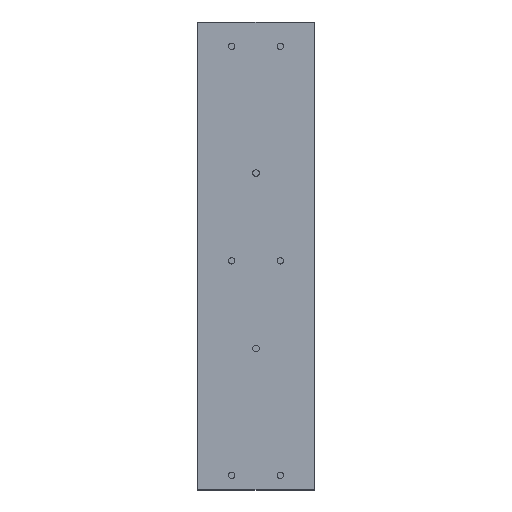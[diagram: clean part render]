
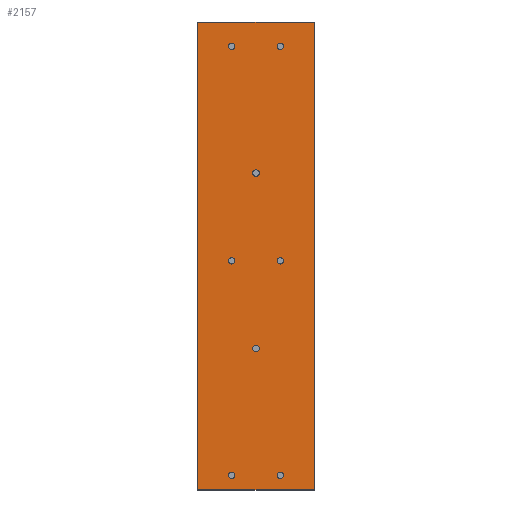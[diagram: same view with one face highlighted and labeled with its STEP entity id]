
A CAD part, top view. The second image highlights one B-rep face of the part: STEP entity #2157.
In plain terms, the highlighted planar face has unit normal (0, 0, 1).
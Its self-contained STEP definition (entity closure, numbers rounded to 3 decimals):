
#1198=CARTESIAN_POINT('',(-0.543,-1.125,0.413));
#1199=VERTEX_POINT('',#1198);
#1215=CARTESIAN_POINT('',(-0.707,-1.125,0.413));
#1216=VERTEX_POINT('',#1215);
#1223=CARTESIAN_POINT('',(-0.625,-1.125,0.413));
#1224=DIRECTION('',(0.0,0.0,-1.0));
#1225=DIRECTION('',(1.0,0.0,0.0));
#1226=AXIS2_PLACEMENT_3D('',#1223,#1224,#1225);
#1227=CIRCLE('',#1226,0.082);
#1228=EDGE_CURVE('',#1199,#1216,#1227,.T.);
#1240=CARTESIAN_POINT('',(0.707,-1.125,0.412));
#1241=VERTEX_POINT('',#1240);
#1257=CARTESIAN_POINT('',(0.543,-1.125,0.413));
#1258=VERTEX_POINT('',#1257);
#1265=CARTESIAN_POINT('',(0.625,-1.125,0.413));
#1266=DIRECTION('',(0.0,0.0,-1.0));
#1267=DIRECTION('',(1.0,0.0,0.0));
#1268=AXIS2_PLACEMENT_3D('',#1265,#1266,#1267);
#1269=CIRCLE('',#1268,0.082);
#1270=EDGE_CURVE('',#1241,#1258,#1269,.T.);
#1282=CARTESIAN_POINT('',(-0.543,4.375,0.413));
#1283=VERTEX_POINT('',#1282);
#1299=CARTESIAN_POINT('',(-0.707,4.375,0.413));
#1300=VERTEX_POINT('',#1299);
#1307=CARTESIAN_POINT('',(-0.625,4.375,0.413));
#1308=DIRECTION('',(0.0,0.0,-1.0));
#1309=DIRECTION('',(1.0,0.0,0.0));
#1310=AXIS2_PLACEMENT_3D('',#1307,#1308,#1309);
#1311=CIRCLE('',#1310,0.082);
#1312=EDGE_CURVE('',#1283,#1300,#1311,.T.);
#1324=CARTESIAN_POINT('',(0.707,4.375,0.413));
#1325=VERTEX_POINT('',#1324);
#1341=CARTESIAN_POINT('',(0.543,4.375,0.413));
#1342=VERTEX_POINT('',#1341);
#1349=CARTESIAN_POINT('',(0.625,4.375,0.413));
#1350=DIRECTION('',(0.0,0.0,-1.0));
#1351=DIRECTION('',(1.0,0.0,0.0));
#1352=AXIS2_PLACEMENT_3D('',#1349,#1350,#1351);
#1353=CIRCLE('',#1352,0.082);
#1354=EDGE_CURVE('',#1325,#1342,#1353,.T.);
#1366=CARTESIAN_POINT('',(-0.543,9.875,0.413));
#1367=VERTEX_POINT('',#1366);
#1383=CARTESIAN_POINT('',(-0.707,9.875,0.413));
#1384=VERTEX_POINT('',#1383);
#1391=CARTESIAN_POINT('',(-0.625,9.875,0.413));
#1392=DIRECTION('',(0.0,0.0,-1.0));
#1393=DIRECTION('',(1.0,0.0,0.0));
#1394=AXIS2_PLACEMENT_3D('',#1391,#1392,#1393);
#1395=CIRCLE('',#1394,0.082);
#1396=EDGE_CURVE('',#1367,#1384,#1395,.T.);
#1408=CARTESIAN_POINT('',(0.707,9.875,0.413));
#1409=VERTEX_POINT('',#1408);
#1425=CARTESIAN_POINT('',(0.543,9.875,0.413));
#1426=VERTEX_POINT('',#1425);
#1433=CARTESIAN_POINT('',(0.625,9.875,0.413));
#1434=DIRECTION('',(0.0,0.0,-1.0));
#1435=DIRECTION('',(1.0,0.0,0.0));
#1436=AXIS2_PLACEMENT_3D('',#1433,#1434,#1435);
#1437=CIRCLE('',#1436,0.082);
#1438=EDGE_CURVE('',#1409,#1426,#1437,.T.);
#1450=CARTESIAN_POINT('',(0.082,2.125,0.413));
#1451=VERTEX_POINT('',#1450);
#1467=CARTESIAN_POINT('',(-0.082,2.125,0.413));
#1468=VERTEX_POINT('',#1467);
#1475=CARTESIAN_POINT('',(0.,2.125,0.413));
#1476=DIRECTION('',(0.0,0.0,-1.0));
#1477=DIRECTION('',(1.0,0.0,0.0));
#1478=AXIS2_PLACEMENT_3D('',#1475,#1476,#1477);
#1479=CIRCLE('',#1478,0.082);
#1480=EDGE_CURVE('',#1451,#1468,#1479,.T.);
#1492=CARTESIAN_POINT('',(0.082,6.625,0.413));
#1493=VERTEX_POINT('',#1492);
#1509=CARTESIAN_POINT('',(-0.082,6.625,0.413));
#1510=VERTEX_POINT('',#1509);
#1517=CARTESIAN_POINT('',(0.,6.625,0.413));
#1518=DIRECTION('',(0.0,0.0,-1.0));
#1519=DIRECTION('',(1.0,0.0,0.0));
#1520=AXIS2_PLACEMENT_3D('',#1517,#1518,#1519);
#1521=CIRCLE('',#1520,0.082);
#1522=EDGE_CURVE('',#1493,#1510,#1521,.T.);
#1533=CARTESIAN_POINT('',(0.,6.625,0.413));
#1534=DIRECTION('',(0.0,0.0,-1.0));
#1535=DIRECTION('',(1.0,0.0,0.0));
#1536=AXIS2_PLACEMENT_3D('',#1533,#1534,#1535);
#1537=CIRCLE('',#1536,0.082);
#1538=EDGE_CURVE('',#1510,#1493,#1537,.T.);
#1557=CARTESIAN_POINT('',(0.,2.125,0.413));
#1558=DIRECTION('',(0.0,0.0,-1.0));
#1559=DIRECTION('',(1.0,0.0,0.0));
#1560=AXIS2_PLACEMENT_3D('',#1557,#1558,#1559);
#1561=CIRCLE('',#1560,0.082);
#1562=EDGE_CURVE('',#1468,#1451,#1561,.T.);
#1581=CARTESIAN_POINT('',(0.625,9.875,0.413));
#1582=DIRECTION('',(0.0,0.0,-1.0));
#1583=DIRECTION('',(1.0,0.0,0.0));
#1584=AXIS2_PLACEMENT_3D('',#1581,#1582,#1583);
#1585=CIRCLE('',#1584,0.082);
#1586=EDGE_CURVE('',#1426,#1409,#1585,.T.);
#1605=CARTESIAN_POINT('',(-0.625,9.875,0.413));
#1606=DIRECTION('',(0.0,0.0,-1.0));
#1607=DIRECTION('',(1.0,0.0,0.0));
#1608=AXIS2_PLACEMENT_3D('',#1605,#1606,#1607);
#1609=CIRCLE('',#1608,0.082);
#1610=EDGE_CURVE('',#1384,#1367,#1609,.T.);
#1629=CARTESIAN_POINT('',(0.625,4.375,0.413));
#1630=DIRECTION('',(0.0,0.0,-1.0));
#1631=DIRECTION('',(1.0,0.0,0.0));
#1632=AXIS2_PLACEMENT_3D('',#1629,#1630,#1631);
#1633=CIRCLE('',#1632,0.082);
#1634=EDGE_CURVE('',#1342,#1325,#1633,.T.);
#1653=CARTESIAN_POINT('',(-0.625,4.375,0.413));
#1654=DIRECTION('',(0.0,0.0,-1.0));
#1655=DIRECTION('',(1.0,0.0,0.0));
#1656=AXIS2_PLACEMENT_3D('',#1653,#1654,#1655);
#1657=CIRCLE('',#1656,0.082);
#1658=EDGE_CURVE('',#1300,#1283,#1657,.T.);
#1677=CARTESIAN_POINT('',(0.625,-1.125,0.413));
#1678=DIRECTION('',(0.0,0.0,-1.0));
#1679=DIRECTION('',(1.0,0.0,0.0));
#1680=AXIS2_PLACEMENT_3D('',#1677,#1678,#1679);
#1681=CIRCLE('',#1680,0.082);
#1682=EDGE_CURVE('',#1258,#1241,#1681,.T.);
#1766=CARTESIAN_POINT('',(-1.5,10.5,0.413));
#1767=VERTEX_POINT('',#1766);
#1774=CARTESIAN_POINT('',(1.5,10.5,0.413));
#1775=VERTEX_POINT('',#1774);
#1776=CARTESIAN_POINT('',(1.5,10.5,0.413));
#1777=DIRECTION('',(-1.0,0.0,0.0));
#1778=VECTOR('',#1777,3.0);
#1779=LINE('',#1776,#1778);
#1780=EDGE_CURVE('',#1775,#1767,#1779,.T.);
#1805=CARTESIAN_POINT('',(-0.625,-1.125,0.413));
#1806=DIRECTION('',(0.0,0.0,-1.0));
#1807=DIRECTION('',(1.0,0.0,0.0));
#1808=AXIS2_PLACEMENT_3D('',#1805,#1806,#1807);
#1809=CIRCLE('',#1808,0.082);
#1810=EDGE_CURVE('',#1216,#1199,#1809,.T.);
#2083=CARTESIAN_POINT('',(1.5,-1.5,0.412));
#2084=VERTEX_POINT('',#2083);
#2085=CARTESIAN_POINT('',(1.5,-1.5,0.412));
#2086=DIRECTION('',(0.0,1.0,0.0));
#2087=VECTOR('',#2086,12.0);
#2088=LINE('',#2085,#2087);
#2089=EDGE_CURVE('',#2084,#1775,#2088,.T.);
#2102=CARTESIAN_POINT('',(1.5,-1.5,0.412));
#2103=DIRECTION('',(0.0,0.0,1.0));
#2104=DIRECTION('',(1.0,0.0,0.0));
#2105=AXIS2_PLACEMENT_3D('',#2102,#2103,#2104);
#2106=PLANE('',#2105);
#2107=CARTESIAN_POINT('',(-1.5,-1.5,0.413));
#2108=VERTEX_POINT('',#2107);
#2109=CARTESIAN_POINT('',(-1.5,-1.5,0.413));
#2110=DIRECTION('',(0.0,1.0,0.0));
#2111=VECTOR('',#2110,12.0);
#2112=LINE('',#2109,#2111);
#2113=EDGE_CURVE('',#2108,#1767,#2112,.T.);
#2114=ORIENTED_EDGE('',*,*,#2113,.F.);
#2115=CARTESIAN_POINT('',(1.5,-1.5,0.412));
#2116=DIRECTION('',(-1.0,0.0,0.0));
#2117=VECTOR('',#2116,3.);
#2118=LINE('',#2115,#2117);
#2119=EDGE_CURVE('',#2084,#2108,#2118,.T.);
#2120=ORIENTED_EDGE('',*,*,#2119,.F.);
#2121=ORIENTED_EDGE('',*,*,#2089,.T.);
#2122=ORIENTED_EDGE('',*,*,#1780,.T.);
#2123=EDGE_LOOP('',(#2114,#2120,#2121,#2122));
#2124=FACE_OUTER_BOUND('',#2123,.T.);
#2125=ORIENTED_EDGE('',*,*,#1522,.T.);
#2126=ORIENTED_EDGE('',*,*,#1538,.T.);
#2127=EDGE_LOOP('',(#2125,#2126));
#2128=FACE_BOUND('',#2127,.T.);
#2129=ORIENTED_EDGE('',*,*,#1480,.T.);
#2130=ORIENTED_EDGE('',*,*,#1562,.T.);
#2131=EDGE_LOOP('',(#2129,#2130));
#2132=FACE_BOUND('',#2131,.T.);
#2133=ORIENTED_EDGE('',*,*,#1438,.T.);
#2134=ORIENTED_EDGE('',*,*,#1586,.T.);
#2135=EDGE_LOOP('',(#2133,#2134));
#2136=FACE_BOUND('',#2135,.T.);
#2137=ORIENTED_EDGE('',*,*,#1396,.T.);
#2138=ORIENTED_EDGE('',*,*,#1610,.T.);
#2139=EDGE_LOOP('',(#2137,#2138));
#2140=FACE_BOUND('',#2139,.T.);
#2141=ORIENTED_EDGE('',*,*,#1354,.T.);
#2142=ORIENTED_EDGE('',*,*,#1634,.T.);
#2143=EDGE_LOOP('',(#2141,#2142));
#2144=FACE_BOUND('',#2143,.T.);
#2145=ORIENTED_EDGE('',*,*,#1312,.T.);
#2146=ORIENTED_EDGE('',*,*,#1658,.T.);
#2147=EDGE_LOOP('',(#2145,#2146));
#2148=FACE_BOUND('',#2147,.T.);
#2149=ORIENTED_EDGE('',*,*,#1270,.T.);
#2150=ORIENTED_EDGE('',*,*,#1682,.T.);
#2151=EDGE_LOOP('',(#2149,#2150));
#2152=FACE_BOUND('',#2151,.T.);
#2153=ORIENTED_EDGE('',*,*,#1228,.T.);
#2154=ORIENTED_EDGE('',*,*,#1810,.T.);
#2155=EDGE_LOOP('',(#2153,#2154));
#2156=FACE_BOUND('',#2155,.T.);
#2157=ADVANCED_FACE('',(#2124,#2128,#2132,#2136,#2140,#2144,#2148,#2152,#2156),#2106,.T.);
